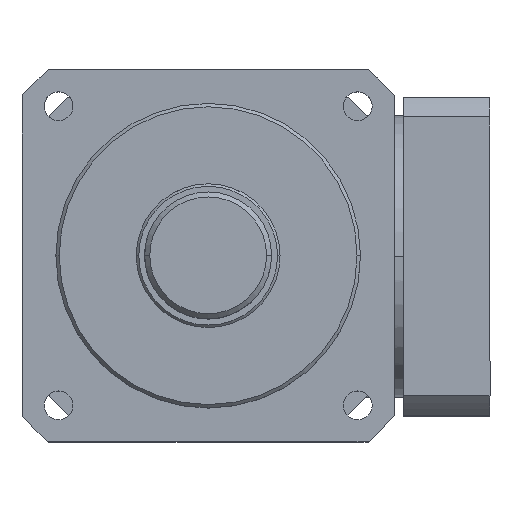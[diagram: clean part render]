
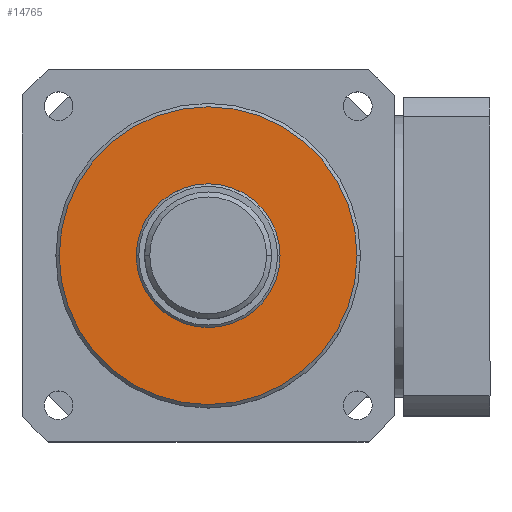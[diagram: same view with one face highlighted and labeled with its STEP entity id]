
A CAD part, top view. The second image highlights one B-rep face of the part: STEP entity #14765.
In plain terms, the highlighted planar face has unit normal (0, 0, 1).
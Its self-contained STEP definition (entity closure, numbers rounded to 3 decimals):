
#642 = VERTEX_POINT ( 'NONE', #14957 ) ;
#1194 = CARTESIAN_POINT ( 'NONE',  ( 402.144, 194.375, 155. ) ) ;
#1334 = CIRCLE ( 'NONE', #5965, 88. ) ;
#1500 = FACE_OUTER_BOUND ( 'NONE', #12172, .T. ) ;
#1563 = EDGE_CURVE ( 'NONE', #2118, #9423, #4176, .T. ) ;
#1771 = EDGE_LOOP ( 'NONE', ( #6151, #10911 ) ) ;
#2118 = VERTEX_POINT ( 'NONE', #9463 ) ;
#2192 = AXIS2_PLACEMENT_3D ( 'NONE', #5730, #6977, #15673 ) ;
#2275 = FACE_BOUND ( 'NONE', #1771, .T. ) ;
#2461 = DIRECTION ( 'NONE',  ( 1., 0., 0. ) ) ;
#2690 = CARTESIAN_POINT ( 'NONE',  ( 402.144, 194.375, 155. ) ) ;
#3822 = DIRECTION ( 'NONE',  ( 0., 0., 1. ) ) ;
#3953 = DIRECTION ( 'NONE',  ( 1., 0., 0. ) ) ;
#4176 = CIRCLE ( 'NONE', #4409, 42.5 ) ;
#4409 = AXIS2_PLACEMENT_3D ( 'NONE', #1194, #9912, #2461 ) ;
#5730 = CARTESIAN_POINT ( 'NONE',  ( 402.144, 194.375, 155. ) ) ;
#5965 = AXIS2_PLACEMENT_3D ( 'NONE', #11279, #3822, #12521 ) ;
#6151 = ORIENTED_EDGE ( 'NONE', *, *, #10698, .F. ) ;
#6427 = CARTESIAN_POINT ( 'NONE',  ( 490.144, 194.375, 155. ) ) ;
#6977 = DIRECTION ( 'NONE',  ( 0., 0., 1. ) ) ;
#7280 = ORIENTED_EDGE ( 'NONE', *, *, #12786, .T. ) ;
#7293 = DIRECTION ( 'NONE',  ( 0., 0., 1. ) ) ;
#7981 = CIRCLE ( 'NONE', #8121, 42.5 ) ;
#7992 = CIRCLE ( 'NONE', #14911, 88. ) ;
#8121 = AXIS2_PLACEMENT_3D ( 'NONE', #2690, #11419, #3953 ) ;
#9423 = VERTEX_POINT ( 'NONE', #10887 ) ;
#9463 = CARTESIAN_POINT ( 'NONE',  ( 444.644, 194.375, 155. ) ) ;
#9912 = DIRECTION ( 'NONE',  ( 0., 0., 1. ) ) ;
#10698 = EDGE_CURVE ( 'NONE', #9423, #2118, #7981, .T. ) ;
#10887 = CARTESIAN_POINT ( 'NONE',  ( 359.644, 194.375, 155. ) ) ;
#10911 = ORIENTED_EDGE ( 'NONE', *, *, #1563, .F. ) ;
#11279 = CARTESIAN_POINT ( 'NONE',  ( 402.144, 194.375, 155. ) ) ;
#11419 = DIRECTION ( 'NONE',  ( 0., 0., 1. ) ) ;
#12172 = EDGE_LOOP ( 'NONE', ( #7280, #14062 ) ) ;
#12521 = DIRECTION ( 'NONE',  ( 1., 0., 0. ) ) ;
#12786 = EDGE_CURVE ( 'NONE', #642, #13440, #7992, .T. ) ;
#13163 = PLANE ( 'NONE',  #2192 ) ;
#13363 = EDGE_CURVE ( 'NONE', #13440, #642, #1334, .T. ) ;
#13440 = VERTEX_POINT ( 'NONE', #6427 ) ;
#14062 = ORIENTED_EDGE ( 'NONE', *, *, #13363, .T. ) ;
#14741 = CARTESIAN_POINT ( 'NONE',  ( 402.144, 194.375, 155. ) ) ;
#14765 = ADVANCED_FACE ( 'NONE', ( #1500, #2275 ), #13163, .T. ) ;
#14911 = AXIS2_PLACEMENT_3D ( 'NONE', #14741, #7293, #15982 ) ;
#14957 = CARTESIAN_POINT ( 'NONE',  ( 314.144, 194.375, 155. ) ) ;
#15673 = DIRECTION ( 'NONE',  ( 1., 0., 0. ) ) ;
#15982 = DIRECTION ( 'NONE',  ( 1., 0., 0. ) ) ;
